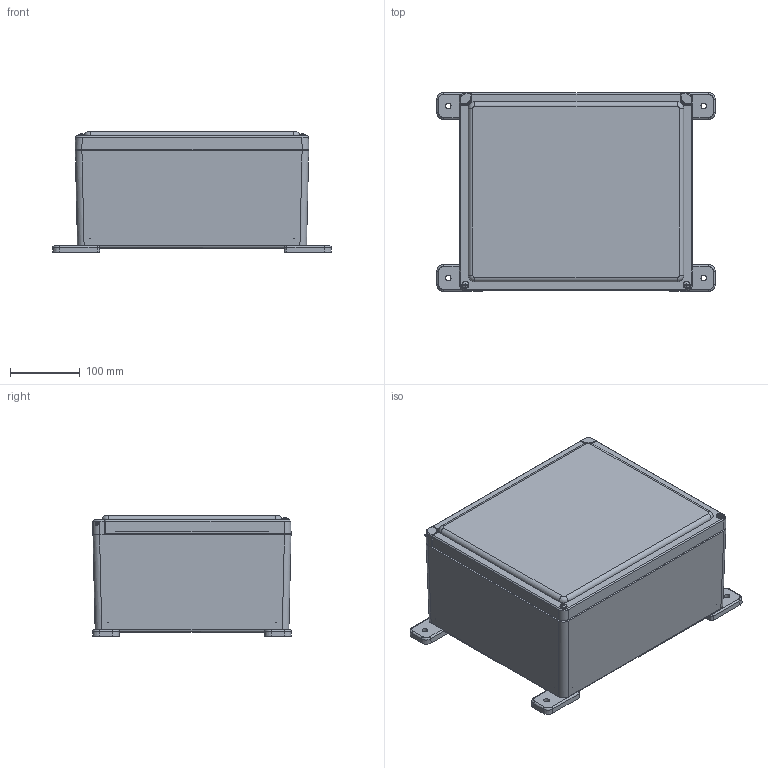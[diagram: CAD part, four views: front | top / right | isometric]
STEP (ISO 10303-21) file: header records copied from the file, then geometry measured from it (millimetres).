
FILE_DESCRIPTION (( 'STEP AP214' ), '1' );
FILE_NAME ('CE1311HW.STEP', '2018-11-08T22:18:31', ( '' ), ( '' ), 'SwSTEP 2.0', 'SolidWorks 2018', '' );
FILE_SCHEMA (( 'AUTOMOTIVE_DESIGN' ));
Length unit declared in the file: inch
Products named in the file (1): CE1311HW
Bounding box: 400.83 x 286.28 x 173.83 mm (x, y, z)
Volume: 1863445.7 mm3; surface area: 870152 mm2
Topology: 29 solids, 31 shells, 1474 faces, 3561 edges, 2186 vertices
Faces by surface type: plane 646, cylinder 416, bspline 226, cone 178, torus 8
Full cylindrical faces by diameter (mm): 2.438 x2, 2.896 x2, 3.175 x2, 3.226 x2, 3.451 x2, 3.969 x4, 4.039 x6, 4.623 x4, 4.762 x1, 4.763 x3, 4.826 x2, 5.08 x4, 5.556 x2, 5.808 x4, 5.84 x2, 6.858 x6, 7.1 x2, 7.144 x6, 7.937 x4, 7.95 x4, 8.255 x2, 8.738 x4, 9.474 x2, 9.525 x2, 10.319 x2, 13.494 x8
Entity records: 70345 total; most frequent: CARTESIAN_POINT 18307, ORIENTED_EDGE 6810, DIRECTION 6418, EDGE_CURVE 3405, AXIS2_PLACEMENT_3D 2317, VERTEX_POINT 2150, LINE 1784, VECTOR 1784
